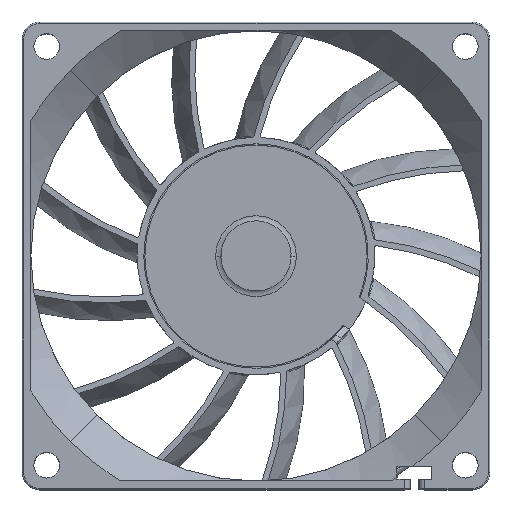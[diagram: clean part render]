
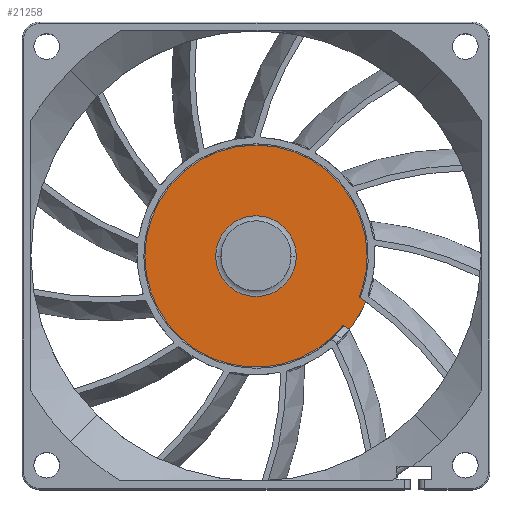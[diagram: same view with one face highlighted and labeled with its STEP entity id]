
A CAD part, top view. The second image highlights one B-rep face of the part: STEP entity #21258.
In plain terms, the highlighted planar face has unit normal (0, 0, 1).
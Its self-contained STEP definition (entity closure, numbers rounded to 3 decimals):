
#1248 = CARTESIAN_POINT ( 'NONE',  ( -10.735, 7.185, -11.049 ) ) ;
#1328 = AXIS2_PLACEMENT_3D ( 'NONE', #11473, #13122, #4950 ) ;
#2061 = CARTESIAN_POINT ( 'NONE',  ( 4.492, -4.889, -11.049 ) ) ;
#2545 = EDGE_CURVE ( 'NONE', #6744, #9778, #6483, .T. ) ;
#2702 = PLANE ( 'NONE',  #5032 ) ;
#2969 = CIRCLE ( 'NONE', #15110, 20.3 ) ;
#3073 = EDGE_CURVE ( 'NONE', #13863, #9778, #17297, .T. ) ;
#3283 = EDGE_CURVE ( 'NONE', #16212, #8556, #7168, .T. ) ;
#3484 = AXIS2_PLACEMENT_3D ( 'NONE', #11313, #11084, #17583 ) ;
#3866 = FACE_BOUND ( 'NONE', #20450, .T. ) ;
#4739 = AXIS2_PLACEMENT_3D ( 'NONE', #5499, #16862, #15183 ) ;
#4745 = AXIS2_PLACEMENT_3D ( 'NONE', #19281, #9606, #20780 ) ;
#4915 = CARTESIAN_POINT ( 'NONE',  ( 5.204, -5.386, -11.049 ) ) ;
#4933 = ORIENTED_EDGE ( 'NONE', *, *, #20604, .F. ) ;
#4950 = DIRECTION ( 'NONE',  ( -1., 0., 0. ) ) ;
#5032 = AXIS2_PLACEMENT_3D ( 'NONE', #6027, #14484, #7846 ) ;
#5499 = CARTESIAN_POINT ( 'NONE',  ( -10.735, 7.185, -11.049 ) ) ;
#5597 = CARTESIAN_POINT ( 'NONE',  ( 8.265, 7.185, -11.049 ) ) ;
#6027 = CARTESIAN_POINT ( 'NONE',  ( 9.029, -12.58, -11.049 ) ) ;
#6483 = CIRCLE ( 'NONE', #3484, 19. ) ;
#6744 = VERTEX_POINT ( 'NONE', #5597 ) ;
#6963 = EDGE_CURVE ( 'NONE', #9768, #6744, #7741, .T. ) ;
#7168 = B_SPLINE_CURVE_WITH_KNOTS ( 'NONE', 3,
 ( #11702, #19837, #2061, #16693 ),
 .UNSPECIFIED., .F., .F.,
 ( 4, 4 ),
 ( 0., 1. ),
 .UNSPECIFIED. ) ;
#7517 = FACE_OUTER_BOUND ( 'NONE', #17802, .T. ) ;
#7741 = CIRCLE ( 'NONE', #15051, 19. ) ;
#7817 = CARTESIAN_POINT ( 'NONE',  ( -3.835, 7.185, -11.049 ) ) ;
#7846 = DIRECTION ( 'NONE',  ( 0., -1., 0. ) ) ;
#7847 = DIRECTION ( 'NONE',  ( 1., 0., 0. ) ) ;
#7949 = EDGE_CURVE ( 'NONE', #8081, #18364, #12576, .T. ) ;
#8081 = VERTEX_POINT ( 'NONE', #7817 ) ;
#8556 = VERTEX_POINT ( 'NONE', #18421 ) ;
#9389 = DIRECTION ( 'NONE',  ( -1., 0., 0. ) ) ;
#9583 = ORIENTED_EDGE ( 'NONE', *, *, #3073, .T. ) ;
#9606 = DIRECTION ( 'NONE',  ( 0., 0., -1. ) ) ;
#9768 = VERTEX_POINT ( 'NONE', #19333 ) ;
#9778 = VERTEX_POINT ( 'NONE', #13155 ) ;
#10954 = DIRECTION ( 'NONE',  ( 0., 0., 1. ) ) ;
#11084 = DIRECTION ( 'NONE',  ( 0., 0., -1. ) ) ;
#11155 = CARTESIAN_POINT ( 'NONE',  ( 7.462, -0.228, -11.049 ) ) ;
#11313 = CARTESIAN_POINT ( 'NONE',  ( -10.735, 7.185, -11.049 ) ) ;
#11473 = CARTESIAN_POINT ( 'NONE',  ( -10.735, 7.185, -11.049 ) ) ;
#11702 = CARTESIAN_POINT ( 'NONE',  ( 5.204, -5.386, -11.049 ) ) ;
#11993 = CIRCLE ( 'NONE', #1328, 6.9 ) ;
#12024 = EDGE_CURVE ( 'NONE', #18364, #8081, #11993, .T. ) ;
#12128 = VECTOR ( 'NONE', #17497, 1000. ) ;
#12576 = CIRCLE ( 'NONE', #4745, 6.9 ) ;
#12630 = ORIENTED_EDGE ( 'NONE', *, *, #2545, .F. ) ;
#12631 = DIRECTION ( 'NONE',  ( 0., 0., -1. ) ) ;
#13122 = DIRECTION ( 'NONE',  ( 0., 0., -1. ) ) ;
#13155 = CARTESIAN_POINT ( 'NONE',  ( 6.916, 0.153, -11.049 ) ) ;
#13704 = EDGE_CURVE ( 'NONE', #16212, #13863, #2969, .T. ) ;
#13863 = VERTEX_POINT ( 'NONE', #20332 ) ;
#14184 = CIRCLE ( 'NONE', #4739, 19. ) ;
#14484 = DIRECTION ( 'NONE',  ( 0., 0., -1. ) ) ;
#14920 = ORIENTED_EDGE ( 'NONE', *, *, #6963, .F. ) ;
#15051 = AXIS2_PLACEMENT_3D ( 'NONE', #17618, #12631, #7847 ) ;
#15110 = AXIS2_PLACEMENT_3D ( 'NONE', #1248, #10954, #9389 ) ;
#15183 = DIRECTION ( 'NONE',  ( 1., 0., 0. ) ) ;
#16212 = VERTEX_POINT ( 'NONE', #4915 ) ;
#16693 = CARTESIAN_POINT ( 'NONE',  ( 4.136, -4.641, -11.049 ) ) ;
#16862 = DIRECTION ( 'NONE',  ( 0., 0., -1. ) ) ;
#17297 = LINE ( 'NONE', #11155, #12128 ) ;
#17343 = ORIENTED_EDGE ( 'NONE', *, *, #3283, .F. ) ;
#17497 = DIRECTION ( 'NONE',  ( -0.82, 0.572, 0. ) ) ;
#17583 = DIRECTION ( 'NONE',  ( 1., 0., 0. ) ) ;
#17618 = CARTESIAN_POINT ( 'NONE',  ( -10.735, 7.185, -11.049 ) ) ;
#17802 = EDGE_LOOP ( 'NONE', ( #18973, #9583, #12630, #14920, #4933, #17343 ) ) ;
#18317 = ORIENTED_EDGE ( 'NONE', *, *, #12024, .T. ) ;
#18364 = VERTEX_POINT ( 'NONE', #19539 ) ;
#18421 = CARTESIAN_POINT ( 'NONE',  ( 4.136, -4.641, -11.049 ) ) ;
#18973 = ORIENTED_EDGE ( 'NONE', *, *, #13704, .T. ) ;
#19281 = CARTESIAN_POINT ( 'NONE',  ( -10.735, 7.185, -11.049 ) ) ;
#19333 = CARTESIAN_POINT ( 'NONE',  ( -29.735, 7.185, -11.049 ) ) ;
#19539 = CARTESIAN_POINT ( 'NONE',  ( -17.635, 7.185, -11.049 ) ) ;
#19837 = CARTESIAN_POINT ( 'NONE',  ( 4.848, -5.138, -11.049 ) ) ;
#20332 = CARTESIAN_POINT ( 'NONE',  ( 8.009, -0.609, -11.049 ) ) ;
#20450 = EDGE_LOOP ( 'NONE', ( #18317, #20923 ) ) ;
#20604 = EDGE_CURVE ( 'NONE', #8556, #9768, #14184, .T. ) ;
#20780 = DIRECTION ( 'NONE',  ( -1., 0., 0. ) ) ;
#20923 = ORIENTED_EDGE ( 'NONE', *, *, #7949, .T. ) ;
#21258 = ADVANCED_FACE ( 'NONE', ( #7517, #3866 ), #2702, .F. ) ;
